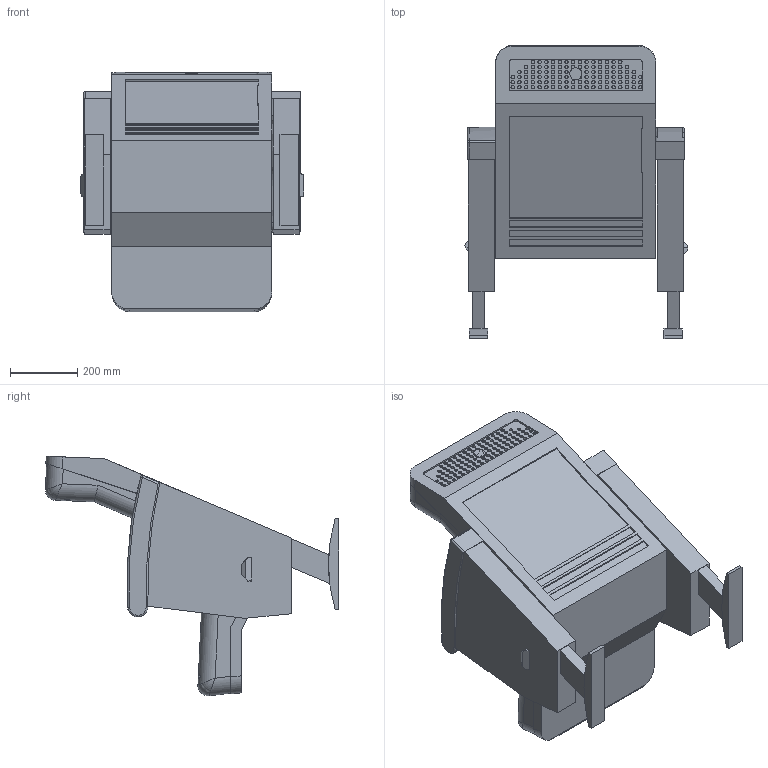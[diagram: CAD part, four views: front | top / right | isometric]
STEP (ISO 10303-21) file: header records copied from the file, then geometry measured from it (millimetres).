
FILE_DESCRIPTION (( 'STEP AP203' ), '1' );
FILE_NAME ('chair.STEP', '2012-02-21T15:10:33', ( 'PADIDEH GROUP' ), ( 'www.PadidehSoft.com' ), 'SwSTEP 2.0', 'SolidWorks 2012', '' );
FILE_SCHEMA (( 'CONFIG_CONTROL_DESIGN' ));
Length unit declared in the file: millimetre
Products named in the file (1): chair
Bounding box: 663.55 x 871.71 x 712.73 mm (x, y, z)
Volume: 90972450.1 mm3; surface area: 2482682.9 mm2
Topology: 3 solids, 5 shells, 688 faces, 1547 edges, 984 vertices
Faces by surface type: cylinder 372, plane 284, torus 19, bspline 12, sphere 1
Entity records: 20285 total; most frequent: CARTESIAN_POINT 4873, DIRECTION 3286, ORIENTED_EDGE 3086, EDGE_CURVE 1543, AXIS2_PLACEMENT_3D 1245, VERTEX_POINT 984, EDGE_LOOP 809, LINE 796
